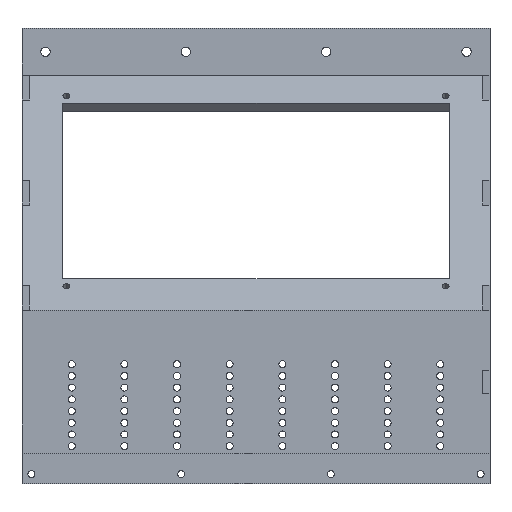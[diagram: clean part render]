
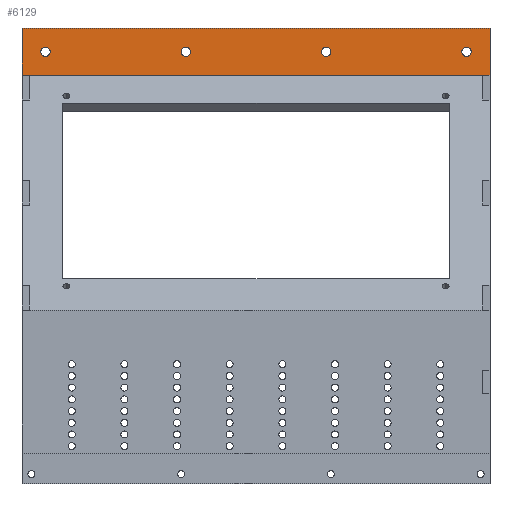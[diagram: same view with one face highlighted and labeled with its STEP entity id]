
A CAD part, front view. The second image highlights one B-rep face of the part: STEP entity #6129.
In plain terms, the highlighted planar face has unit normal (0, -1, 0).
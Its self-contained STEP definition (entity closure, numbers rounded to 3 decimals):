
#31 = FACE_BOUND ( 'NONE', #2590, .T. ) ;
#41 = CARTESIAN_POINT ( 'NONE',  ( 0., 98.459, 174.53 ) ) ;
#68 = LINE ( 'NONE', #3001, #4975 ) ;
#232 = CIRCLE ( 'NONE', #5147, 2. ) ;
#341 = CIRCLE ( 'NONE', #6095, 2. ) ;
#349 = VERTEX_POINT ( 'NONE', #5095 ) ;
#441 = DIRECTION ( 'NONE',  ( 0., 0., -1. ) ) ;
#695 = ORIENTED_EDGE ( 'NONE', *, *, #5479, .F. ) ;
#713 = LINE ( 'NONE', #4162, #2759 ) ;
#753 = DIRECTION ( 'NONE',  ( 0., -1., 0. ) ) ;
#767 = EDGE_CURVE ( 'NONE', #5642, #2097, #4773, .T. ) ;
#772 = DIRECTION ( 'NONE',  ( 0., -1., 0. ) ) ;
#830 = AXIS2_PLACEMENT_3D ( 'NONE', #4804, #753, #1235 ) ;
#876 = CARTESIAN_POINT ( 'NONE',  ( 200., 98.459, 194.53 ) ) ;
#896 = AXIS2_PLACEMENT_3D ( 'NONE', #3313, #7419, #2277 ) ;
#900 = EDGE_LOOP ( 'NONE', ( #695, #3524 ) ) ;
#925 = VECTOR ( 'NONE', #441, 1000. ) ;
#1028 = CARTESIAN_POINT ( 'NONE',  ( 0., 98.459, 194.53 ) ) ;
#1031 = ORIENTED_EDGE ( 'NONE', *, *, #4943, .F. ) ;
#1163 = EDGE_CURVE ( 'NONE', #3067, #3284, #4397, .T. ) ;
#1181 = DIRECTION ( 'NONE',  ( 0., -1., 0. ) ) ;
#1183 = CIRCLE ( 'NONE', #830, 2. ) ;
#1235 = DIRECTION ( 'NONE',  ( 0., 0., 1. ) ) ;
#1711 = FACE_BOUND ( 'NONE', #900, .T. ) ;
#1753 = CARTESIAN_POINT ( 'NONE',  ( 70., 98.459, 182.53 ) ) ;
#1939 = DIRECTION ( 'NONE',  ( 0., 0., 1. ) ) ;
#2053 = LINE ( 'NONE', #3763, #4793 ) ;
#2097 = VERTEX_POINT ( 'NONE', #6190 ) ;
#2114 = DIRECTION ( 'NONE',  ( 0., 0., -1. ) ) ;
#2124 = EDGE_CURVE ( 'NONE', #3405, #4054, #713, .T. ) ;
#2149 = DIRECTION ( 'NONE',  ( 0., -1., 0. ) ) ;
#2182 = LINE ( 'NONE', #5190, #6334 ) ;
#2277 = DIRECTION ( 'NONE',  ( 0., 0., 1. ) ) ;
#2328 = CARTESIAN_POINT ( 'NONE',  ( 70., 98.459, 184.53 ) ) ;
#2346 = CARTESIAN_POINT ( 'NONE',  ( 200., 98.459, 194.53 ) ) ;
#2398 = VERTEX_POINT ( 'NONE', #3739 ) ;
#2433 = ORIENTED_EDGE ( 'NONE', *, *, #4789, .F. ) ;
#2551 = CARTESIAN_POINT ( 'NONE',  ( 3., 98.459, 174.53 ) ) ;
#2590 = EDGE_LOOP ( 'NONE', ( #1031, #2433 ) ) ;
#2660 = VERTEX_POINT ( 'NONE', #1753 ) ;
#2759 = VECTOR ( 'NONE', #2959, 1000. ) ;
#2814 = CIRCLE ( 'NONE', #896, 2. ) ;
#2819 = CIRCLE ( 'NONE', #5104, 2. ) ;
#2834 = FACE_BOUND ( 'NONE', #3713, .T. ) ;
#2840 = CARTESIAN_POINT ( 'NONE',  ( 0., 98.459, 194.53 ) ) ;
#2959 = DIRECTION ( 'NONE',  ( -1., 0., 0. ) ) ;
#3001 = CARTESIAN_POINT ( 'NONE',  ( 200., 98.459, 174.53 ) ) ;
#3052 = ORIENTED_EDGE ( 'NONE', *, *, #2124, .F. ) ;
#3067 = VERTEX_POINT ( 'NONE', #2346 ) ;
#3083 = CIRCLE ( 'NONE', #6090, 2. ) ;
#3149 = EDGE_LOOP ( 'NONE', ( #5308, #3441 ) ) ;
#3170 = CIRCLE ( 'NONE', #4496, 2. ) ;
#3275 = VERTEX_POINT ( 'NONE', #7330 ) ;
#3284 = VERTEX_POINT ( 'NONE', #4999 ) ;
#3293 = CARTESIAN_POINT ( 'NONE',  ( 70., 98.459, 184.53 ) ) ;
#3313 = CARTESIAN_POINT ( 'NONE',  ( 10., 98.459, 184.53 ) ) ;
#3338 = AXIS2_PLACEMENT_3D ( 'NONE', #1028, #5128, #3880 ) ;
#3405 = VERTEX_POINT ( 'NONE', #6624 ) ;
#3441 = ORIENTED_EDGE ( 'NONE', *, *, #6817, .F. ) ;
#3524 = ORIENTED_EDGE ( 'NONE', *, *, #3856, .F. ) ;
#3546 = CARTESIAN_POINT ( 'NONE',  ( 130., 98.459, 184.53 ) ) ;
#3713 = EDGE_LOOP ( 'NONE', ( #5787, #7270 ) ) ;
#3739 = CARTESIAN_POINT ( 'NONE',  ( 0., 98.459, 194.53 ) ) ;
#3761 = CARTESIAN_POINT ( 'NONE',  ( 130., 98.459, 184.53 ) ) ;
#3763 = CARTESIAN_POINT ( 'NONE',  ( 0., 98.459, 174.53 ) ) ;
#3767 = DIRECTION ( 'NONE',  ( 0., -1., 0. ) ) ;
#3855 = EDGE_CURVE ( 'NONE', #2398, #3067, #2182, .T. ) ;
#3856 = EDGE_CURVE ( 'NONE', #2660, #5960, #3083, .T. ) ;
#3880 = DIRECTION ( 'NONE',  ( 0., 0., 1. ) ) ;
#3917 = PLANE ( 'NONE',  #3338 ) ;
#3999 = FACE_OUTER_BOUND ( 'NONE', #6118, .T. ) ;
#4054 = VERTEX_POINT ( 'NONE', #2551 ) ;
#4162 = CARTESIAN_POINT ( 'NONE',  ( 200., 98.459, 174.53 ) ) ;
#4169 = EDGE_CURVE ( 'NONE', #2398, #5705, #4576, .T. ) ;
#4388 = EDGE_CURVE ( 'NONE', #3284, #3405, #68, .T. ) ;
#4397 = LINE ( 'NONE', #876, #4885 ) ;
#4496 = AXIS2_PLACEMENT_3D ( 'NONE', #3546, #1181, #5292 ) ;
#4576 = LINE ( 'NONE', #2840, #925 ) ;
#4679 = VERTEX_POINT ( 'NONE', #6814 ) ;
#4715 = EDGE_CURVE ( 'NONE', #6900, #349, #2814, .T. ) ;
#4773 = CIRCLE ( 'NONE', #5741, 2. ) ;
#4781 = CARTESIAN_POINT ( 'NONE',  ( 10., 98.459, 184.53 ) ) ;
#4789 = EDGE_CURVE ( 'NONE', #3275, #4679, #3170, .T. ) ;
#4793 = VECTOR ( 'NONE', #6522, 1000. ) ;
#4804 = CARTESIAN_POINT ( 'NONE',  ( 190., 98.459, 184.53 ) ) ;
#4806 = ORIENTED_EDGE ( 'NONE', *, *, #4169, .T. ) ;
#4885 = VECTOR ( 'NONE', #2114, 1000. ) ;
#4900 = ORIENTED_EDGE ( 'NONE', *, *, #6434, .T. ) ;
#4943 = EDGE_CURVE ( 'NONE', #4679, #3275, #2819, .T. ) ;
#4975 = VECTOR ( 'NONE', #5902, 1000. ) ;
#4999 = CARTESIAN_POINT ( 'NONE',  ( 200., 98.459, 174.53 ) ) ;
#5090 = FACE_BOUND ( 'NONE', #3149, .T. ) ;
#5095 = CARTESIAN_POINT ( 'NONE',  ( 10., 98.459, 182.53 ) ) ;
#5104 = AXIS2_PLACEMENT_3D ( 'NONE', #3761, #772, #6488 ) ;
#5128 = DIRECTION ( 'NONE',  ( 0., 1., 0. ) ) ;
#5147 = AXIS2_PLACEMENT_3D ( 'NONE', #4781, #7080, #1939 ) ;
#5190 = CARTESIAN_POINT ( 'NONE',  ( 0., 98.459, 194.53 ) ) ;
#5260 = CARTESIAN_POINT ( 'NONE',  ( 70., 98.459, 186.53 ) ) ;
#5292 = DIRECTION ( 'NONE',  ( 0., 0., 1. ) ) ;
#5308 = ORIENTED_EDGE ( 'NONE', *, *, #4715, .F. ) ;
#5309 = DIRECTION ( 'NONE',  ( 0., -1., 0. ) ) ;
#5479 = EDGE_CURVE ( 'NONE', #5960, #2660, #341, .T. ) ;
#5480 = ORIENTED_EDGE ( 'NONE', *, *, #4388, .F. ) ;
#5642 = VERTEX_POINT ( 'NONE', #6946 ) ;
#5685 = CARTESIAN_POINT ( 'NONE',  ( 10., 98.459, 186.53 ) ) ;
#5705 = VERTEX_POINT ( 'NONE', #41 ) ;
#5741 = AXIS2_PLACEMENT_3D ( 'NONE', #6772, #3767, #6218 ) ;
#5787 = ORIENTED_EDGE ( 'NONE', *, *, #767, .F. ) ;
#5882 = ORIENTED_EDGE ( 'NONE', *, *, #1163, .F. ) ;
#5902 = DIRECTION ( 'NONE',  ( -1., 0., 0. ) ) ;
#5944 = EDGE_CURVE ( 'NONE', #2097, #5642, #1183, .T. ) ;
#5960 = VERTEX_POINT ( 'NONE', #5260 ) ;
#6090 = AXIS2_PLACEMENT_3D ( 'NONE', #3293, #5309, #6398 ) ;
#6095 = AXIS2_PLACEMENT_3D ( 'NONE', #2328, #2149, #6727 ) ;
#6118 = EDGE_LOOP ( 'NONE', ( #5480, #5882, #7212, #4806, #4900, #3052 ) ) ;
#6129 = ADVANCED_FACE ( 'NONE', ( #5090, #1711, #31, #2834, #3999 ), #3917, .F. ) ;
#6161 = DIRECTION ( 'NONE',  ( 1., 0., 0. ) ) ;
#6190 = CARTESIAN_POINT ( 'NONE',  ( 190., 98.459, 182.53 ) ) ;
#6218 = DIRECTION ( 'NONE',  ( 0., 0., 1. ) ) ;
#6334 = VECTOR ( 'NONE', #6161, 1000. ) ;
#6398 = DIRECTION ( 'NONE',  ( 0., 0., 1. ) ) ;
#6434 = EDGE_CURVE ( 'NONE', #5705, #4054, #2053, .T. ) ;
#6488 = DIRECTION ( 'NONE',  ( 0., 0., 1. ) ) ;
#6522 = DIRECTION ( 'NONE',  ( 1., 0., 0. ) ) ;
#6624 = CARTESIAN_POINT ( 'NONE',  ( 197., 98.459, 174.53 ) ) ;
#6727 = DIRECTION ( 'NONE',  ( 0., 0., 1. ) ) ;
#6772 = CARTESIAN_POINT ( 'NONE',  ( 190., 98.459, 184.53 ) ) ;
#6814 = CARTESIAN_POINT ( 'NONE',  ( 130., 98.459, 186.53 ) ) ;
#6817 = EDGE_CURVE ( 'NONE', #349, #6900, #232, .T. ) ;
#6900 = VERTEX_POINT ( 'NONE', #5685 ) ;
#6946 = CARTESIAN_POINT ( 'NONE',  ( 190., 98.459, 186.53 ) ) ;
#7080 = DIRECTION ( 'NONE',  ( 0., -1., 0. ) ) ;
#7212 = ORIENTED_EDGE ( 'NONE', *, *, #3855, .F. ) ;
#7270 = ORIENTED_EDGE ( 'NONE', *, *, #5944, .F. ) ;
#7330 = CARTESIAN_POINT ( 'NONE',  ( 130., 98.459, 182.53 ) ) ;
#7419 = DIRECTION ( 'NONE',  ( 0., -1., 0. ) ) ;
